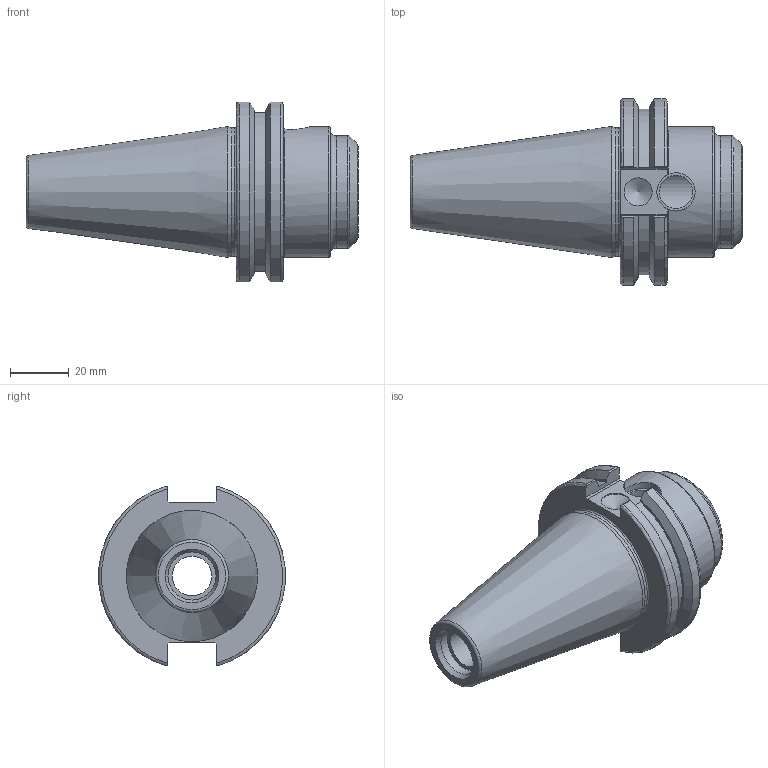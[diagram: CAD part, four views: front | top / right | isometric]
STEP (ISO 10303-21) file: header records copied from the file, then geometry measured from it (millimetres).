
FILE_DESCRIPTION(/* description */ (''),/* implementation_level */ '2;1');
FILE_NAME(/* name */ 'AK208.stp',/* time_stamp */ '2021-12-02T14:51:02+09:00',/* author */ ('eos'),/* organization */ (''),/* preprocessor_version */ 'ST-DEVELOPER v18.1',/* originating_system */ 'Autodesk Inventor 2022',/* authorisation */ '');
FILE_SCHEMA (('AUTOMOTIVE_DESIGN { 1 0 10303 214 3 1 1 }'));
Length unit declared in the file: millimetre
Products named in the file (1): CAT50
Bounding box: 112.7 x 63.26 x 61.09 mm (x, y, z)
Volume: 127177.3 mm3; surface area: 24966.5 mm2
Topology: 1 solids, 1 shells, 69 faces, 177 edges, 115 vertices
Faces by surface type: plane 32, cylinder 16, torus 12, cone 9
Full cylindrical faces by diameter (mm): 9.525 x1, 11.328 x1, 13 x1, 13.386 x1, 15.875 x1, 16.3 x1, 16.5 x1, 38.1 x1, 43.6 x1, 44.45 x1
Entity records: 2271 total; most frequent: CARTESIAN_POINT 579, ORIENTED_EDGE 352, DIRECTION 339, EDGE_CURVE 176, AXIS2_PLACEMENT_3D 132, VERTEX_POINT 115, EDGE_LOOP 79, LINE 75
